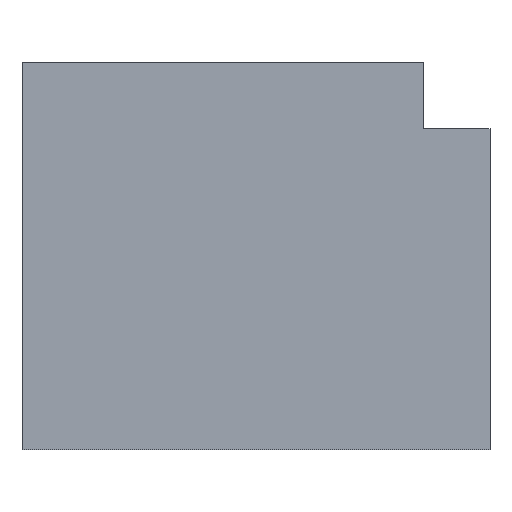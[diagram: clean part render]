
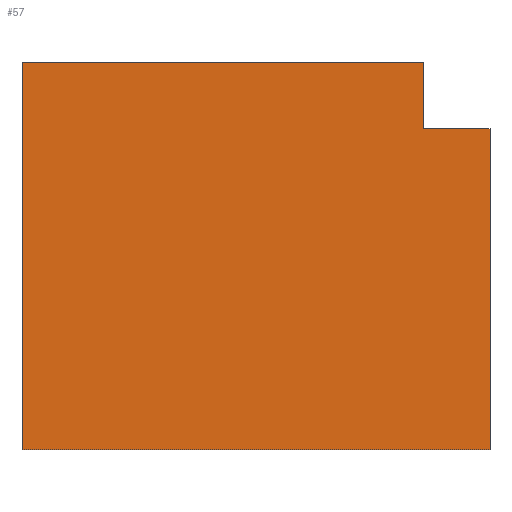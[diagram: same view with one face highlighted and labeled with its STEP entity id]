
A CAD part, left-side view. The second image highlights one B-rep face of the part: STEP entity #57.
In plain terms, the highlighted planar face has unit normal (-1, 0, 0).
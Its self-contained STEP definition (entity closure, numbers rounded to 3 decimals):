
#21 = EDGE_CURVE('',#22,#24,#26,.T.);
#22 = VERTEX_POINT('',#23);
#23 = CARTESIAN_POINT('',(-3.5,3.5,0.));
#24 = VERTEX_POINT('',#25);
#25 = CARTESIAN_POINT('',(-3.5,3.5,5.8));
#26 = LINE('',#27,#28);
#27 = CARTESIAN_POINT('',(-3.5,3.5,0.));
#28 = VECTOR('',#29,1.);
#29 = DIRECTION('',(0.,0.,1.));
#57 = ADVANCED_FACE('',(#58),#99,.T.);
#58 = FACE_BOUND('',#59,.T.);
#59 = EDGE_LOOP('',(#60,#68,#76,#84,#92,#98));
#60 = ORIENTED_EDGE('',*,*,#61,.F.);
#61 = EDGE_CURVE('',#62,#22,#64,.T.);
#62 = VERTEX_POINT('',#63);
#63 = CARTESIAN_POINT('',(-3.5,-3.5,0.));
#64 = LINE('',#65,#66);
#65 = CARTESIAN_POINT('',(-3.5,-3.5,0.));
#66 = VECTOR('',#67,1.);
#67 = DIRECTION('',(0.,1.,0.));
#68 = ORIENTED_EDGE('',*,*,#69,.T.);
#69 = EDGE_CURVE('',#62,#70,#72,.T.);
#70 = VERTEX_POINT('',#71);
#71 = CARTESIAN_POINT('',(-3.5,-3.5,4.8));
#72 = LINE('',#73,#74);
#73 = CARTESIAN_POINT('',(-3.5,-3.5,0.));
#74 = VECTOR('',#75,1.);
#75 = DIRECTION('',(0.,0.,1.));
#76 = ORIENTED_EDGE('',*,*,#77,.F.);
#77 = EDGE_CURVE('',#78,#70,#80,.T.);
#78 = VERTEX_POINT('',#79);
#79 = CARTESIAN_POINT('',(-3.5,-2.5,4.8));
#80 = LINE('',#81,#82);
#81 = CARTESIAN_POINT('',(-3.5,-2.5,4.8));
#82 = VECTOR('',#83,1.);
#83 = DIRECTION('',(0.,-1.,0.));
#84 = ORIENTED_EDGE('',*,*,#85,.F.);
#85 = EDGE_CURVE('',#86,#78,#88,.T.);
#86 = VERTEX_POINT('',#87);
#87 = CARTESIAN_POINT('',(-3.5,-2.5,5.8));
#88 = LINE('',#89,#90);
#89 = CARTESIAN_POINT('',(-3.5,-2.5,5.8));
#90 = VECTOR('',#91,1.);
#91 = DIRECTION('',(-0.,-0.,-1.));
#92 = ORIENTED_EDGE('',*,*,#93,.T.);
#93 = EDGE_CURVE('',#86,#24,#94,.T.);
#94 = LINE('',#95,#96);
#95 = CARTESIAN_POINT('',(-3.5,-3.5,5.8));
#96 = VECTOR('',#97,1.);
#97 = DIRECTION('',(0.,1.,0.));
#98 = ORIENTED_EDGE('',*,*,#21,.F.);
#99 = PLANE('',#100);
#100 = AXIS2_PLACEMENT_3D('',#101,#102,#103);
#101 = CARTESIAN_POINT('',(-3.5,-3.5,0.));
#102 = DIRECTION('',(-1.,0.,0.));
#103 = DIRECTION('',(0.,1.,0.));
